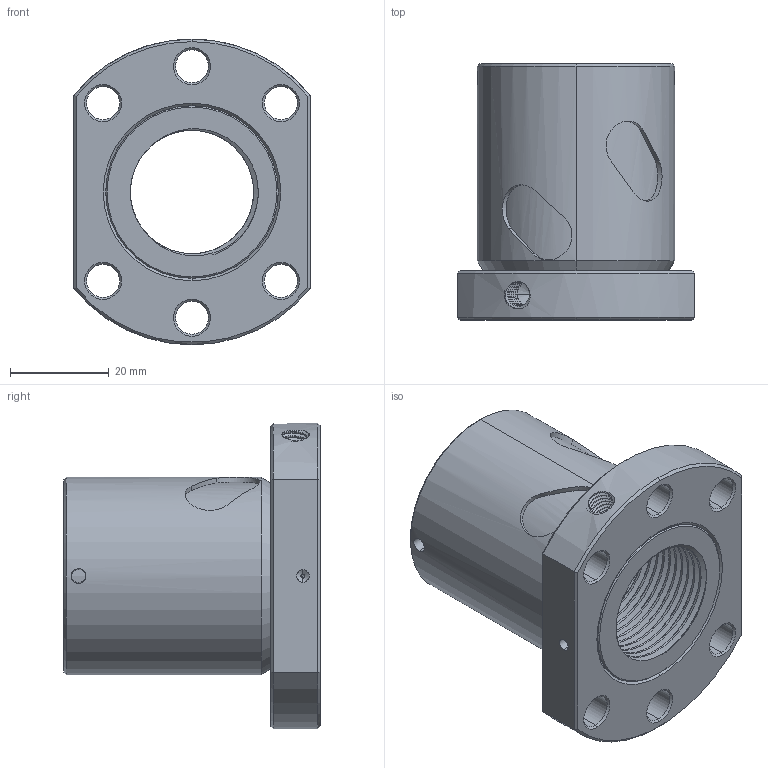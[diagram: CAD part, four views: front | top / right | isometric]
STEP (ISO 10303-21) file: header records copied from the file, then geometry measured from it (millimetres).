
FILE_DESCRIPTION (( 'STEP AP203' ), '1' );
FILE_NAME ('SFU 2505.STEP', '2024-11-19T13:06:32', ( '' ), ( '' ), 'SwSTEP 2.0', 'SolidWorks 2021', '' );
FILE_SCHEMA (( 'CONFIG_CONTROL_DESIGN' ));
Length unit declared in the file: millimetre
Products named in the file (1): SFU 2505
Bounding box: 48 x 52 x 62 mm (x, y, z)
Volume: 48573.2 mm3; surface area: 30981.2 mm2
Topology: 2 solids, 2 shells, 198 faces, 509 edges, 317 vertices
Faces by surface type: cylinder 104, cone 52, bspline 29, plane 13
Entity records: 17250 total; most frequent: CARTESIAN_POINT 12959, ORIENTED_EDGE 1006, DIRECTION 734, EDGE_CURVE 503, VERTEX_POINT 317, AXIS2_PLACEMENT_3D 281, EDGE_LOOP 230, ADVANCED_FACE 198
